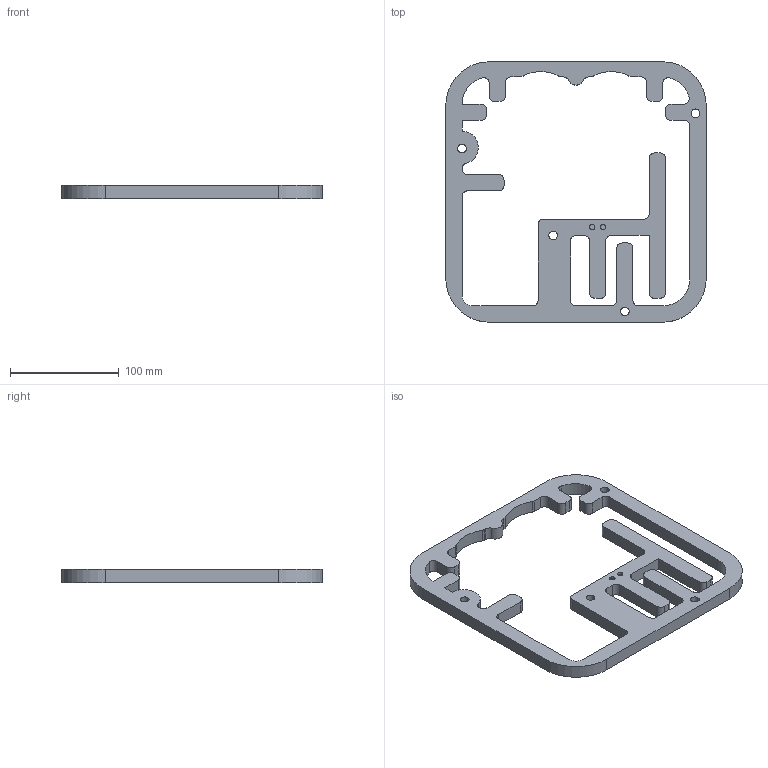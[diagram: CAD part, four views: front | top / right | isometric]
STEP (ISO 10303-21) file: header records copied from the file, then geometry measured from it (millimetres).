
FILE_DESCRIPTION(/* description */ (''),/* implementation_level */ '2;1');
FILE_NAME(/* name */ 'cabinet-layer-2.step',/* time_stamp */ '2022-03-25T15:18:41+01:00',/* author */ (''),/* organization */ (''),/* preprocessor_version */ 'ST-DEVELOPER v18.1',/* originating_system */ 'Autodesk Translation Framework v10.13.0.1454',/* authorisation */ '');
FILE_SCHEMA (('AUTOMOTIVE_DESIGN { 1 0 10303 214 3 1 1 }'));
Length unit declared in the file: millimetre
Products named in the file (1): Cabinet layer 2 - v4
Bounding box: 240 x 240 x 12 mm (x, y, z)
Volume: 257970.7 mm3; surface area: 76762.8 mm2
Topology: 1 solids, 1 shells, 110 faces, 318 edges, 212 vertices
Faces by surface type: cylinder 60, plane 50
Full cylindrical faces by diameter (mm): 5 x2, 8 x4
Entity records: 3715 total; most frequent: DIRECTION 660, CARTESIAN_POINT 641, ORIENTED_EDGE 636, EDGE_CURVE 318, AXIS2_PLACEMENT_3D 231, VERTEX_POINT 212, LINE 198, VECTOR 198
